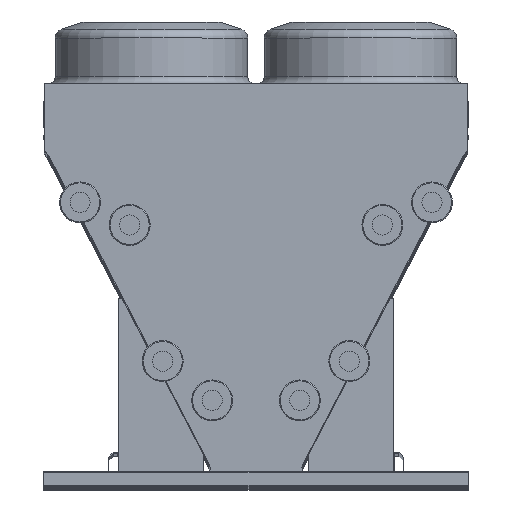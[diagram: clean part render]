
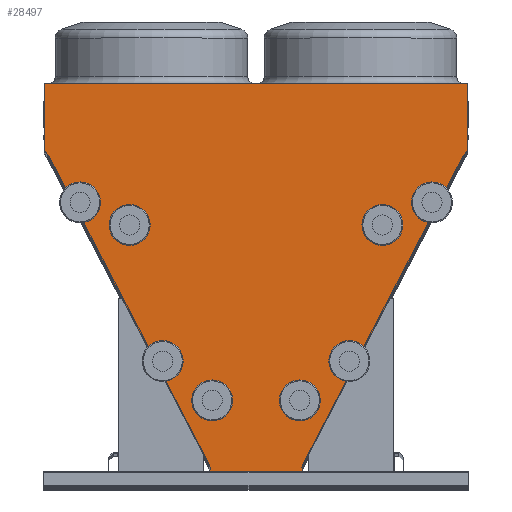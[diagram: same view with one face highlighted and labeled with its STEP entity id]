
A CAD part, top view. The second image highlights one B-rep face of the part: STEP entity #28497.
In plain terms, the highlighted planar face has unit normal (0, 0, 1).
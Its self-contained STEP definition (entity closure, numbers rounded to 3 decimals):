
#1747 = ORIENTED_EDGE ( 'NONE', *, *, #49883, .T. ) ;
#1803 = DIRECTION ( 'NONE',  ( -0.461, -0.887, 0. ) ) ;
#1825 = VECTOR ( 'NONE', #31809, 1000. ) ;
#1907 = CARTESIAN_POINT ( 'NONE',  ( 279.893, 1.482, 0. ) ) ;
#2151 = VERTEX_POINT ( 'NONE', #21666 ) ;
#2216 = CARTESIAN_POINT ( 'NONE',  ( 1136.15, 2083.62, 0. ) ) ;
#2248 = VERTEX_POINT ( 'NONE', #30244 ) ;
#2676 = VECTOR ( 'NONE', #13197, 1000. ) ;
#3061 = CARTESIAN_POINT ( 'NONE',  ( 246.893, 17.358, 0. ) ) ;
#3162 = LINE ( 'NONE', #11107, #12303 ) ;
#3381 = VERTEX_POINT ( 'NONE', #3061 ) ;
#3665 = EDGE_CURVE ( 'NONE', #43927, #26082, #16975, .T. ) ;
#4355 = CARTESIAN_POINT ( 'NONE',  ( -279.893, 1.482, 0. ) ) ;
#4382 = CARTESIAN_POINT ( 'NONE',  ( -1127.739, 1711.053, 0. ) ) ;
#4576 = CARTESIAN_POINT ( 'NONE',  ( -1127.739, 1711.053, 0. ) ) ;
#4657 = CARTESIAN_POINT ( 'NONE',  ( -246.893, 1.482, 0. ) ) ;
#4685 = CARTESIAN_POINT ( 'NONE',  ( -1127.739, 1711.053, 0. ) ) ;
#4722 = CARTESIAN_POINT ( 'NONE',  ( 1127.607, 1711.053, 0. ) ) ;
#4879 = CARTESIAN_POINT ( 'NONE',  ( -1126.246, 1711.83, 0. ) ) ;
#5443 = VECTOR ( 'NONE', #12544, 1000. ) ;
#5821 = DIRECTION ( 'NONE',  ( -1., 0., 0. ) ) ;
#6169 = DIRECTION ( 'NONE',  ( -1., 0., 0. ) ) ;
#6887 = EDGE_CURVE ( 'NONE', #32802, #2248, #24517, .T. ) ;
#6902 = DIRECTION ( 'NONE',  ( -1., 0., 0. ) ) ;
#8412 = VECTOR ( 'NONE', #6902, 1000. ) ;
#8783 = LINE ( 'NONE', #25187, #37639 ) ;
#9021 = LINE ( 'NONE', #44448, #48304 ) ;
#9236 = CARTESIAN_POINT ( 'NONE',  ( 246.893, 17.358, 0. ) ) ;
#9558 = DIRECTION ( 'NONE',  ( 0., 1., 0. ) ) ;
#10001 = AXIS2_PLACEMENT_3D ( 'NONE', #33391, #29640, #6169 ) ;
#10091 = VERTEX_POINT ( 'NONE', #4657 ) ;
#10612 = CARTESIAN_POINT ( 'NONE',  ( -1136.282, 2083.62, 0. ) ) ;
#11011 = LINE ( 'NONE', #33108, #30676 ) ;
#11107 = CARTESIAN_POINT ( 'NONE',  ( 279.893, 0., 0. ) ) ;
#11204 = VERTEX_POINT ( 'NONE', #20094 ) ;
#12182 = LINE ( 'NONE', #19957, #1825 ) ;
#12303 = VECTOR ( 'NONE', #15067, 1000. ) ;
#12544 = DIRECTION ( 'NONE',  ( 0.462, -0.887, 0. ) ) ;
#12873 = VECTOR ( 'NONE', #36690, 1000. ) ;
#12885 = CARTESIAN_POINT ( 'NONE',  ( 1136.15, 1727.462, 0. ) ) ;
#13197 = DIRECTION ( 'NONE',  ( -0.463, 0.886, 0. ) ) ;
#13581 = LINE ( 'NONE', #40004, #41180 ) ;
#13647 = DIRECTION ( 'NONE',  ( 0.462, -0.887, 0. ) ) ;
#13786 = ORIENTED_EDGE ( 'NONE', *, *, #35412, .T. ) ;
#14059 = ORIENTED_EDGE ( 'NONE', *, *, #47195, .T. ) ;
#14250 = LINE ( 'NONE', #9236, #2676 ) ;
#14410 = VERTEX_POINT ( 'NONE', #2216 ) ;
#14947 = EDGE_CURVE ( 'NONE', #26082, #30403, #45851, .T. ) ;
#15067 = DIRECTION ( 'NONE',  ( 0., 1., 0. ) ) ;
#16678 = EDGE_CURVE ( 'NONE', #33979, #37890, #21745, .T. ) ;
#16800 = LINE ( 'NONE', #1907, #36465 ) ;
#16975 = LINE ( 'NONE', #4576, #47042 ) ;
#17031 = VERTEX_POINT ( 'NONE', #4722 ) ;
#17251 = CARTESIAN_POINT ( 'NONE',  ( 246.893, 1.482, 0. ) ) ;
#17418 = VERTEX_POINT ( 'NONE', #17251 ) ;
#17729 = ORIENTED_EDGE ( 'NONE', *, *, #3665, .T. ) ;
#17739 = CARTESIAN_POINT ( 'NONE',  ( 279.893, 1.482, 0. ) ) ;
#17891 = CARTESIAN_POINT ( 'NONE',  ( 245.39, 20.232, 0. ) ) ;
#17927 = EDGE_CURVE ( 'NONE', #17031, #29548, #47399, .T. ) ;
#18011 = LINE ( 'NONE', #37681, #50571 ) ;
#18111 = ORIENTED_EDGE ( 'NONE', *, *, #48897, .T. ) ;
#18234 = DIRECTION ( 'NONE',  ( -1., 0., 0. ) ) ;
#18789 = LINE ( 'NONE', #10612, #8412 ) ;
#19957 = CARTESIAN_POINT ( 'NONE',  ( 279.893, 0., 0. ) ) ;
#20094 = CARTESIAN_POINT ( 'NONE',  ( -1136.282, 1727.462, 0. ) ) ;
#20444 = EDGE_CURVE ( 'NONE', #37890, #17031, #42233, .T. ) ;
#20607 = CARTESIAN_POINT ( 'NONE',  ( -1136.282, 2083.62, 0. ) ) ;
#21523 = CARTESIAN_POINT ( 'NONE',  ( -245.403, 20.223, 0. ) ) ;
#21666 = CARTESIAN_POINT ( 'NONE',  ( 279.893, 0., 0. ) ) ;
#21745 = LINE ( 'NONE', #17891, #30980 ) ;
#22393 = ORIENTED_EDGE ( 'NONE', *, *, #6887, .T. ) ;
#23000 = VERTEX_POINT ( 'NONE', #35027 ) ;
#23314 = CARTESIAN_POINT ( 'NONE',  ( 245.39, 20.232, 0. ) ) ;
#23439 = ORIENTED_EDGE ( 'NONE', *, *, #16678, .T. ) ;
#24487 = CARTESIAN_POINT ( 'NONE',  ( -246.893, 17.358, 0. ) ) ;
#24517 = LINE ( 'NONE', #24825, #12873 ) ;
#24825 = CARTESIAN_POINT ( 'NONE',  ( -279.893, 0., 0. ) ) ;
#24983 = VECTOR ( 'NONE', #13647, 1000. ) ;
#25187 = CARTESIAN_POINT ( 'NONE',  ( 246.893, 17.358, 0. ) ) ;
#26082 = VERTEX_POINT ( 'NONE', #4879 ) ;
#26475 = ORIENTED_EDGE ( 'NONE', *, *, #37973, .T. ) ;
#26644 = CARTESIAN_POINT ( 'NONE',  ( -245.403, 20.223, 0. ) ) ;
#27329 = CARTESIAN_POINT ( 'NONE',  ( 1126.218, 1711.776, 0. ) ) ;
#28146 = DIRECTION ( 'NONE',  ( 0., -1., 0. ) ) ;
#28194 = DIRECTION ( 'NONE',  ( 0.887, 0.462, 0. ) ) ;
#28468 = ORIENTED_EDGE ( 'NONE', *, *, #38354, .T. ) ;
#28497 = ADVANCED_FACE ( 'NONE', ( #45512 ), #45222, .F. ) ;
#28671 = LINE ( 'NONE', #24487, #37891 ) ;
#29548 = VERTEX_POINT ( 'NONE', #12885 ) ;
#29640 = DIRECTION ( 'NONE',  ( 0., 0., -1. ) ) ;
#30244 = CARTESIAN_POINT ( 'NONE',  ( -279.893, 0., 0. ) ) ;
#30403 = VERTEX_POINT ( 'NONE', #26644 ) ;
#30676 = VECTOR ( 'NONE', #1803, 1000. ) ;
#30980 = VECTOR ( 'NONE', #45360, 1000. ) ;
#31352 = EDGE_CURVE ( 'NONE', #17418, #3381, #8783, .T. ) ;
#31809 = DIRECTION ( 'NONE',  ( 1., 0., 0. ) ) ;
#32385 = DIRECTION ( 'NONE',  ( 0., -1., 0. ) ) ;
#32802 = VERTEX_POINT ( 'NONE', #4355 ) ;
#33062 = ORIENTED_EDGE ( 'NONE', *, *, #17927, .T. ) ;
#33108 = CARTESIAN_POINT ( 'NONE',  ( -246.893, 17.358, 0. ) ) ;
#33391 = CARTESIAN_POINT ( 'NONE',  ( 0., 0., 0. ) ) ;
#33979 = VERTEX_POINT ( 'NONE', #23314 ) ;
#35027 = CARTESIAN_POINT ( 'NONE',  ( -246.893, 17.358, 0. ) ) ;
#35355 = VERTEX_POINT ( 'NONE', #20607 ) ;
#35412 = EDGE_CURVE ( 'NONE', #29548, #14410, #9021, .T. ) ;
#35763 = ORIENTED_EDGE ( 'NONE', *, *, #50580, .T. ) ;
#36465 = VECTOR ( 'NONE', #5821, 1000. ) ;
#36609 = EDGE_LOOP ( 'NONE', ( #35763, #28468, #17729, #49398, #49678, #41091, #18111, #22393, #26475, #49708, #42653, #37980, #1747, #23439, #42447, #33062, #13786, #14059 ) ) ;
#36690 = DIRECTION ( 'NONE',  ( 0., -1., 0. ) ) ;
#36707 = LINE ( 'NONE', #4685, #5443 ) ;
#36980 = VECTOR ( 'NONE', #48075, 1000. ) ;
#37639 = VECTOR ( 'NONE', #9558, 1000. ) ;
#37681 = CARTESIAN_POINT ( 'NONE',  ( -279.893, 1.482, 0. ) ) ;
#37890 = VERTEX_POINT ( 'NONE', #27329 ) ;
#37891 = VECTOR ( 'NONE', #32385, 1000. ) ;
#37973 = EDGE_CURVE ( 'NONE', #2248, #2151, #12182, .T. ) ;
#37980 = ORIENTED_EDGE ( 'NONE', *, *, #31352, .T. ) ;
#38354 = EDGE_CURVE ( 'NONE', #11204, #43927, #36707, .T. ) ;
#40004 = CARTESIAN_POINT ( 'NONE',  ( -1136.282, 1727.462, 0. ) ) ;
#40203 = CARTESIAN_POINT ( 'NONE',  ( 1127.607, 1711.053, 0. ) ) ;
#40735 = EDGE_CURVE ( 'NONE', #40775, #17418, #16800, .T. ) ;
#40775 = VERTEX_POINT ( 'NONE', #17739 ) ;
#41000 = VECTOR ( 'NONE', #48235, 1000. ) ;
#41091 = ORIENTED_EDGE ( 'NONE', *, *, #46211, .T. ) ;
#41180 = VECTOR ( 'NONE', #28146, 1000. ) ;
#42233 = LINE ( 'NONE', #44320, #41000 ) ;
#42447 = ORIENTED_EDGE ( 'NONE', *, *, #20444, .T. ) ;
#42653 = ORIENTED_EDGE ( 'NONE', *, *, #40735, .T. ) ;
#42917 = EDGE_CURVE ( 'NONE', #2151, #40775, #3162, .T. ) ;
#43927 = VERTEX_POINT ( 'NONE', #4382 ) ;
#44122 = EDGE_CURVE ( 'NONE', #30403, #23000, #11011, .T. ) ;
#44320 = CARTESIAN_POINT ( 'NONE',  ( 1127.607, 1711.053, 0. ) ) ;
#44448 = CARTESIAN_POINT ( 'NONE',  ( 1136.15, 2083.62, 0. ) ) ;
#45222 = PLANE ( 'NONE',  #10001 ) ;
#45360 = DIRECTION ( 'NONE',  ( 0.462, 0.887, 0. ) ) ;
#45512 = FACE_OUTER_BOUND ( 'NONE', #36609, .T. ) ;
#45851 = LINE ( 'NONE', #21523, #24983 ) ;
#46211 = EDGE_CURVE ( 'NONE', #23000, #10091, #28671, .T. ) ;
#47042 = VECTOR ( 'NONE', #28194, 1000. ) ;
#47195 = EDGE_CURVE ( 'NONE', #14410, #35355, #18789, .T. ) ;
#47399 = LINE ( 'NONE', #40203, #36980 ) ;
#48075 = DIRECTION ( 'NONE',  ( 0.462, 0.887, 0. ) ) ;
#48235 = DIRECTION ( 'NONE',  ( 0.887, -0.462, 0. ) ) ;
#48304 = VECTOR ( 'NONE', #48370, 1000. ) ;
#48370 = DIRECTION ( 'NONE',  ( 0., 1., 0. ) ) ;
#48897 = EDGE_CURVE ( 'NONE', #10091, #32802, #18011, .T. ) ;
#49398 = ORIENTED_EDGE ( 'NONE', *, *, #14947, .T. ) ;
#49678 = ORIENTED_EDGE ( 'NONE', *, *, #44122, .T. ) ;
#49708 = ORIENTED_EDGE ( 'NONE', *, *, #42917, .T. ) ;
#49883 = EDGE_CURVE ( 'NONE', #3381, #33979, #14250, .T. ) ;
#50571 = VECTOR ( 'NONE', #18234, 1000. ) ;
#50580 = EDGE_CURVE ( 'NONE', #35355, #11204, #13581, .T. ) ;
